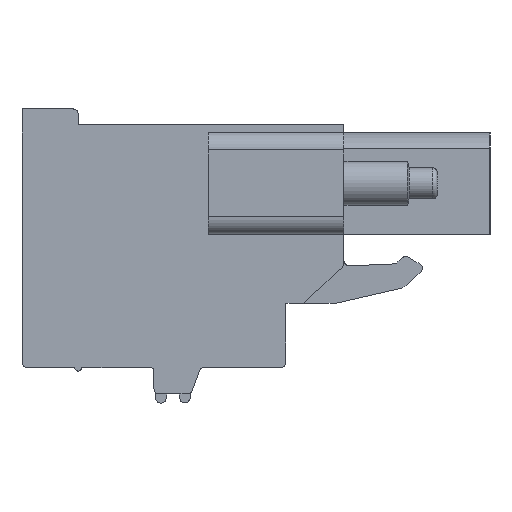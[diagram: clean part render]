
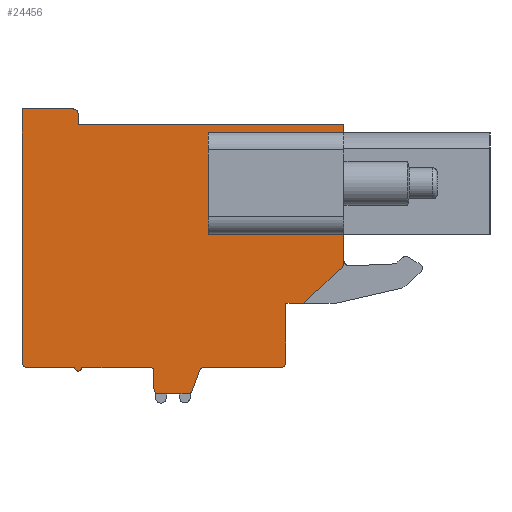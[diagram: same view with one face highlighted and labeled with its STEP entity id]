
A CAD part, left-side view. The second image highlights one B-rep face of the part: STEP entity #24456.
In plain terms, the highlighted planar face has unit normal (-1, 0, 0).
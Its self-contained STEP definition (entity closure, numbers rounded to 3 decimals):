
#4266=DIRECTION('',(0.,1.,0.));
#4267=VECTOR('',#4266,6.1);
#4268=CARTESIAN_POINT('',(-112.38,-4.06,0.73));
#4269=LINE('',#4268,#4267);
#4270=DIRECTION('',(0.,1.,0.));
#4271=VECTOR('',#4270,6.1);
#4272=CARTESIAN_POINT('',(-112.38,-4.06,6.53));
#4273=LINE('',#4272,#4271);
#4274=DIRECTION('',(0.,0.,-1.));
#4275=VECTOR('',#4274,7.87);
#4276=CARTESIAN_POINT('',(-112.38,-5.66,6.96));
#4277=LINE('',#4276,#4275);
#4278=CARTESIAN_POINT('',(-112.38,-5.36,-0.91));
#4279=DIRECTION('',(1.,0.,0.));
#4280=DIRECTION('',(0.,-1.,0.));
#4281=AXIS2_PLACEMENT_3D('',#4278,#4279,#4280);
#4283=DIRECTION('',(0.,0.731,-0.683));
#4284=VECTOR('',#4283,3.018);
#4285=CARTESIAN_POINT('',(-112.38,-5.565,-1.129));
#4286=LINE('',#4285,#4284);
#4287=DIRECTION('',(0.,1.,0.));
#4288=VECTOR('',#4287,1.);
#4289=CARTESIAN_POINT('',(-112.38,-3.36,-3.19));
#4290=LINE('',#4289,#4288);
#4291=DIRECTION('',(0.,0.,-1.));
#4292=VECTOR('',#4291,3.35);
#4293=CARTESIAN_POINT('',(-112.38,-2.36,-3.19));
#4294=LINE('',#4293,#4292);
#4295=CARTESIAN_POINT('',(-112.38,-2.06,-6.54));
#4296=DIRECTION('',(1.,0.,0.));
#4297=DIRECTION('',(0.,-1.,0.));
#4298=AXIS2_PLACEMENT_3D('',#4295,#4296,#4297);
#4300=DIRECTION('',(0.,1.,0.));
#4301=VECTOR('',#4300,4.34);
#4302=CARTESIAN_POINT('',(-112.38,-2.06,-6.84));
#4303=LINE('',#4302,#4301);
#4304=CARTESIAN_POINT('',(-112.38,2.28,-7.14));
#4305=DIRECTION('',(-1.,0.,0.));
#4306=DIRECTION('',(0.,0.,1.));
#4307=AXIS2_PLACEMENT_3D('',#4304,#4305,#4306);
#4309=DIRECTION('',(0.,0.345,-0.939));
#4310=VECTOR('',#4309,1.179);
#4311=CARTESIAN_POINT('',(-112.38,2.562,-7.037));
#4312=LINE('',#4311,#4310);
#4313=CARTESIAN_POINT('',(-112.38,3.25,-8.04));
#4314=DIRECTION('',(1.,0.,0.));
#4315=DIRECTION('',(0.,-0.939,-0.345));
#4316=AXIS2_PLACEMENT_3D('',#4313,#4314,#4315);
#4318=DIRECTION('',(0.,1.,0.));
#4319=VECTOR('',#4318,1.59);
#4320=CARTESIAN_POINT('',(-112.38,3.25,-8.34));
#4321=LINE('',#4320,#4319);
#4322=CARTESIAN_POINT('',(-112.38,4.84,-8.04));
#4323=DIRECTION('',(1.,0.,0.));
#4324=DIRECTION('',(0.,0.,-1.));
#4325=AXIS2_PLACEMENT_3D('',#4322,#4323,#4324);
#4327=DIRECTION('',(0.,0.,1.));
#4328=VECTOR('',#4327,1.);
#4329=CARTESIAN_POINT('',(-112.38,5.14,-8.04));
#4330=LINE('',#4329,#4328);
#4331=CARTESIAN_POINT('',(-112.38,5.34,-7.04));
#4332=DIRECTION('',(-1.,0.,0.));
#4333=DIRECTION('',(0.,-1.,0.));
#4334=AXIS2_PLACEMENT_3D('',#4331,#4332,#4333);
#4336=DIRECTION('',(0.,1.,0.));
#4337=VECTOR('',#4336,3.9);
#4338=CARTESIAN_POINT('',(-112.38,5.34,-6.84));
#4339=LINE('',#4338,#4337);
#4340=CARTESIAN_POINT('',(-112.38,9.44,-6.84));
#4341=DIRECTION('',(1.,0.,0.));
#4342=DIRECTION('',(0.,-1.,0.));
#4343=AXIS2_PLACEMENT_3D('',#4340,#4341,#4342);
#4345=DIRECTION('',(0.,1.,0.));
#4346=VECTOR('',#4345,2.7);
#4347=CARTESIAN_POINT('',(-112.38,9.64,-6.84));
#4348=LINE('',#4347,#4346);
#4349=CARTESIAN_POINT('',(-112.38,12.34,-6.54));
#4350=DIRECTION('',(1.,0.,0.));
#4351=DIRECTION('',(0.,0.,-1.));
#4352=AXIS2_PLACEMENT_3D('',#4349,#4350,#4351);
#4354=DIRECTION('',(0.,0.,1.));
#4355=VECTOR('',#4354,14.4);
#4356=CARTESIAN_POINT('',(-112.38,12.64,-6.54));
#4357=LINE('',#4356,#4355);
#4358=DIRECTION('',(0.,-1.,0.));
#4359=VECTOR('',#4358,2.9);
#4360=CARTESIAN_POINT('',(-112.38,12.64,7.86));
#4361=LINE('',#4360,#4359);
#4362=CARTESIAN_POINT('',(-112.38,9.74,7.56));
#4363=DIRECTION('',(1.,0.,0.));
#4364=DIRECTION('',(0.,0.,1.));
#4365=AXIS2_PLACEMENT_3D('',#4362,#4363,#4364);
#4367=DIRECTION('',(0.,0.,-1.));
#4368=VECTOR('',#4367,0.6);
#4369=CARTESIAN_POINT('',(-112.38,9.44,7.56));
#4370=LINE('',#4369,#4368);
#4371=DIRECTION('',(0.,-1.,0.));
#4372=VECTOR('',#4371,15.1);
#4373=CARTESIAN_POINT('',(-112.38,9.44,6.96));
#4374=LINE('',#4373,#4372);
#4426=DIRECTION('',(0.,0.,1.));
#4427=VECTOR('',#4426,5.8);
#4428=CARTESIAN_POINT('',(-112.38,2.04,0.73));
#4429=LINE('',#4428,#4427);
#4531=DIRECTION('',(0.,0.,1.));
#4532=VECTOR('',#4531,5.8);
#4533=CARTESIAN_POINT('',(-112.38,-4.06,0.73));
#4534=LINE('',#4533,#4532);
#14025=CARTESIAN_POINT('',(-112.38,9.44,6.96));
#14026=CARTESIAN_POINT('',(-112.38,-5.66,6.96));
#14027=VERTEX_POINT('',#14025);
#14028=VERTEX_POINT('',#14026);
#14029=CARTESIAN_POINT('',(-112.38,-5.66,-0.91));
#14030=CARTESIAN_POINT('',(-112.38,-5.565,-1.129));
#14031=VERTEX_POINT('',#14029);
#14032=VERTEX_POINT('',#14030);
#14033=CARTESIAN_POINT('',(-112.38,-3.36,-3.19));
#14034=VERTEX_POINT('',#14033);
#14035=CARTESIAN_POINT('',(-112.38,-2.36,-3.19));
#14036=VERTEX_POINT('',#14035);
#14037=CARTESIAN_POINT('',(-112.38,-2.36,-6.54));
#14038=VERTEX_POINT('',#14037);
#14039=CARTESIAN_POINT('',(-112.38,-2.06,-6.84));
#14040=VERTEX_POINT('',#14039);
#14041=CARTESIAN_POINT('',(-112.38,2.28,-6.84));
#14042=VERTEX_POINT('',#14041);
#14043=CARTESIAN_POINT('',(-112.38,2.562,-7.037));
#14044=VERTEX_POINT('',#14043);
#14045=CARTESIAN_POINT('',(-112.38,2.968,-8.143));
#14046=VERTEX_POINT('',#14045);
#14047=CARTESIAN_POINT('',(-112.38,3.25,-8.34));
#14048=VERTEX_POINT('',#14047);
#14049=CARTESIAN_POINT('',(-112.38,4.84,-8.34));
#14050=VERTEX_POINT('',#14049);
#14051=CARTESIAN_POINT('',(-112.38,5.14,-8.04));
#14052=VERTEX_POINT('',#14051);
#14053=CARTESIAN_POINT('',(-112.38,5.14,-7.04));
#14054=VERTEX_POINT('',#14053);
#14055=CARTESIAN_POINT('',(-112.38,5.34,-6.84));
#14056=VERTEX_POINT('',#14055);
#14057=CARTESIAN_POINT('',(-112.38,9.24,-6.84));
#14058=VERTEX_POINT('',#14057);
#14059=CARTESIAN_POINT('',(-112.38,9.64,-6.84));
#14060=VERTEX_POINT('',#14059);
#14061=CARTESIAN_POINT('',(-112.38,12.34,-6.84));
#14062=VERTEX_POINT('',#14061);
#14063=CARTESIAN_POINT('',(-112.38,12.64,-6.54));
#14064=VERTEX_POINT('',#14063);
#14065=CARTESIAN_POINT('',(-112.38,12.64,7.86));
#14066=VERTEX_POINT('',#14065);
#14067=CARTESIAN_POINT('',(-112.38,9.74,7.86));
#14068=VERTEX_POINT('',#14067);
#14069=CARTESIAN_POINT('',(-112.38,9.44,7.56));
#14070=VERTEX_POINT('',#14069);
#18211=CARTESIAN_POINT('',(-112.38,2.04,0.73));
#18212=CARTESIAN_POINT('',(-112.38,2.04,6.53));
#18213=VERTEX_POINT('',#18211);
#18214=VERTEX_POINT('',#18212);
#18247=CARTESIAN_POINT('',(-112.38,-4.06,0.73));
#18248=CARTESIAN_POINT('',(-112.38,-4.06,6.53));
#18249=VERTEX_POINT('',#18247);
#18250=VERTEX_POINT('',#18248);
#24394=CARTESIAN_POINT('',(-112.38,0.,0.));
#24395=DIRECTION('',(1.,0.,0.));
#24396=DIRECTION('',(0.,-1.,0.));
#24397=AXIS2_PLACEMENT_3D('',#24394,#24395,#24396);
#24398=PLANE('',#24397);
#24399=ORIENTED_EDGE('',*,*,#18499,.T.);
#24401=ORIENTED_EDGE('',*,*,#24400,.T.);
#24403=ORIENTED_EDGE('',*,*,#24402,.T.);
#24405=ORIENTED_EDGE('',*,*,#24404,.T.);
#24407=ORIENTED_EDGE('',*,*,#24406,.T.);
#24409=ORIENTED_EDGE('',*,*,#24408,.T.);
#24411=ORIENTED_EDGE('',*,*,#24410,.T.);
#24413=ORIENTED_EDGE('',*,*,#24412,.T.);
#24415=ORIENTED_EDGE('',*,*,#24414,.T.);
#24417=ORIENTED_EDGE('',*,*,#24416,.T.);
#24419=ORIENTED_EDGE('',*,*,#24418,.T.);
#24421=ORIENTED_EDGE('',*,*,#24420,.T.);
#24423=ORIENTED_EDGE('',*,*,#24422,.T.);
#24425=ORIENTED_EDGE('',*,*,#24424,.T.);
#24427=ORIENTED_EDGE('',*,*,#24426,.T.);
#24429=ORIENTED_EDGE('',*,*,#24428,.T.);
#24431=ORIENTED_EDGE('',*,*,#24430,.T.);
#24433=ORIENTED_EDGE('',*,*,#24432,.T.);
#24435=ORIENTED_EDGE('',*,*,#24434,.T.);
#24437=ORIENTED_EDGE('',*,*,#24436,.T.);
#24439=ORIENTED_EDGE('',*,*,#24438,.T.);
#24441=ORIENTED_EDGE('',*,*,#24440,.T.);
#24443=ORIENTED_EDGE('',*,*,#24442,.T.);
#24444=EDGE_LOOP('',(#24399,#24401,#24403,#24405,#24407,#24409,#24411,#24413,
#24415,#24417,#24419,#24421,#24423,#24425,#24427,#24429,#24431,#24433,#24435,
#24437,#24439,#24441,#24443));
#24445=FACE_OUTER_BOUND('',#24444,.F.);
#24447=ORIENTED_EDGE('',*,*,#24446,.F.);
#24449=ORIENTED_EDGE('',*,*,#24448,.T.);
#24451=ORIENTED_EDGE('',*,*,#24450,.T.);
#24453=ORIENTED_EDGE('',*,*,#24452,.F.);
#24454=EDGE_LOOP('',(#24447,#24449,#24451,#24453));
#24455=FACE_BOUND('',#24454,.F.);
#24456=ADVANCED_FACE('',(#24445,#24455),#24398,.F.);
#4282=CIRCLE('',#4281,0.3);
#4299=CIRCLE('',#4298,0.3);
#4308=CIRCLE('',#4307,0.3);
#4317=CIRCLE('',#4316,0.3);
#4326=CIRCLE('',#4325,0.3);
#4335=CIRCLE('',#4334,0.2);
#4344=CIRCLE('',#4343,0.2);
#4353=CIRCLE('',#4352,0.3);
#4366=CIRCLE('',#4365,0.3);
#18499=EDGE_CURVE('',#14028,#14031,#4277,.T.);
#24400=EDGE_CURVE('',#14031,#14032,#4282,.T.);
#24402=EDGE_CURVE('',#14032,#14034,#4286,.T.);
#24404=EDGE_CURVE('',#14034,#14036,#4290,.T.);
#24406=EDGE_CURVE('',#14036,#14038,#4294,.T.);
#24408=EDGE_CURVE('',#14038,#14040,#4299,.T.);
#24410=EDGE_CURVE('',#14040,#14042,#4303,.T.);
#24412=EDGE_CURVE('',#14042,#14044,#4308,.T.);
#24414=EDGE_CURVE('',#14044,#14046,#4312,.T.);
#24416=EDGE_CURVE('',#14046,#14048,#4317,.T.);
#24418=EDGE_CURVE('',#14048,#14050,#4321,.T.);
#24420=EDGE_CURVE('',#14050,#14052,#4326,.T.);
#24422=EDGE_CURVE('',#14052,#14054,#4330,.T.);
#24424=EDGE_CURVE('',#14054,#14056,#4335,.T.);
#24426=EDGE_CURVE('',#14056,#14058,#4339,.T.);
#24428=EDGE_CURVE('',#14058,#14060,#4344,.T.);
#24430=EDGE_CURVE('',#14060,#14062,#4348,.T.);
#24432=EDGE_CURVE('',#14062,#14064,#4353,.T.);
#24434=EDGE_CURVE('',#14064,#14066,#4357,.T.);
#24436=EDGE_CURVE('',#14066,#14068,#4361,.T.);
#24438=EDGE_CURVE('',#14068,#14070,#4366,.T.);
#24440=EDGE_CURVE('',#14070,#14027,#4370,.T.);
#24442=EDGE_CURVE('',#14027,#14028,#4374,.T.);
#24446=EDGE_CURVE('',#18249,#18213,#4269,.T.);
#24448=EDGE_CURVE('',#18249,#18250,#4534,.T.);
#24450=EDGE_CURVE('',#18250,#18214,#4273,.T.);
#24452=EDGE_CURVE('',#18213,#18214,#4429,.T.);
